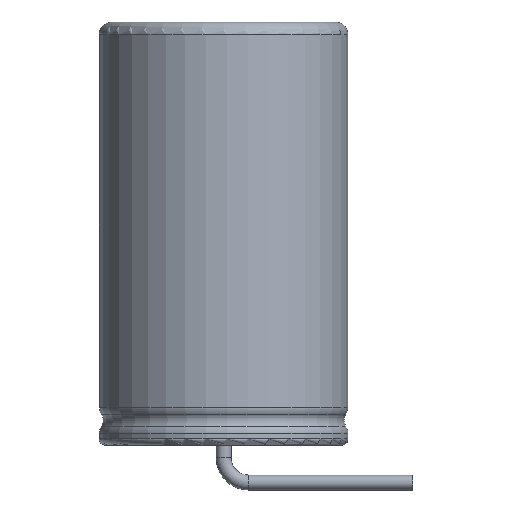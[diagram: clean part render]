
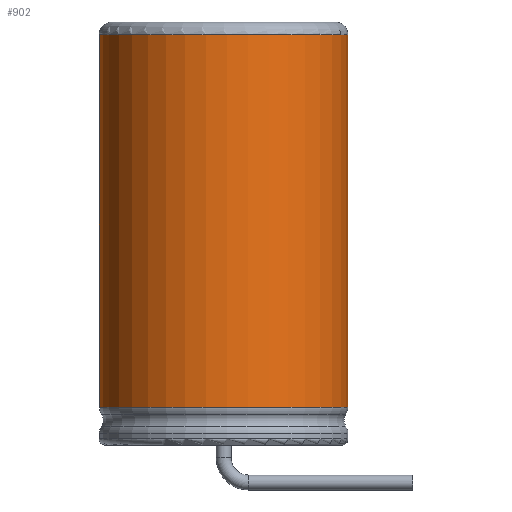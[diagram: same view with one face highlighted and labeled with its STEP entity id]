
A CAD part, front view. The second image highlights one B-rep face of the part: STEP entity #902.
In plain terms, the highlighted cylindrical face has radius 5 mm (diameter 10 mm), a partial arc.
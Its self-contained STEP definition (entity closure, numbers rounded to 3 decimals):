
#139 = VERTEX_POINT('',#140);
#140 = CARTESIAN_POINT('',(5.,0.,
    16.5));
#156 = EDGE_CURVE('',#139,#157,#159,.T.);
#157 = VERTEX_POINT('',#158);
#158 = CARTESIAN_POINT('',(-1.294,4.83,
    16.5));
#159 = CIRCLE('',#160,5.);
#160 = AXIS2_PLACEMENT_3D('',#161,#162,#163);
#161 = CARTESIAN_POINT('',(0.,0.,16.5));
#162 = DIRECTION('',(0.,0.,-1.));
#163 = DIRECTION('',(1.,0.,0.));
#577 = EDGE_CURVE('',#139,#578,#580,.T.);
#578 = VERTEX_POINT('',#579);
#579 = CARTESIAN_POINT('',(5.,0.,1.524));
#580 = LINE('',#581,#582);
#581 = CARTESIAN_POINT('',(5.,0.,16.5));
#582 = VECTOR('',#583,1.);
#583 = DIRECTION('',(0.,0.,-1.));
#878 = VERTEX_POINT('',#879);
#879 = CARTESIAN_POINT('',(-1.294,4.83,1.524)
  );
#892 = EDGE_CURVE('',#157,#878,#893,.T.);
#893 = LINE('',#894,#895);
#894 = CARTESIAN_POINT('',(-1.294,4.83,
    16.5));
#895 = VECTOR('',#896,1.);
#896 = DIRECTION('',(0.,0.,-1.));
#902 = ADVANCED_FACE('',(#903),#915,.T.);
#903 = FACE_BOUND('',#904,.T.);
#904 = EDGE_LOOP('',(#905,#906,#907,#914));
#905 = ORIENTED_EDGE('',*,*,#156,.T.);
#906 = ORIENTED_EDGE('',*,*,#892,.T.);
#907 = ORIENTED_EDGE('',*,*,#908,.F.);
#908 = EDGE_CURVE('',#578,#878,#909,.T.);
#909 = CIRCLE('',#910,5.);
#910 = AXIS2_PLACEMENT_3D('',#911,#912,#913);
#911 = CARTESIAN_POINT('',(0.,0.,1.524));
#912 = DIRECTION('',(0.,0.,-1.));
#913 = DIRECTION('',(1.,0.,0.));
#914 = ORIENTED_EDGE('',*,*,#577,.F.);
#915 = CYLINDRICAL_SURFACE('',#916,5.);
#916 = AXIS2_PLACEMENT_3D('',#917,#918,#919);
#917 = CARTESIAN_POINT('',(0.,0.,16.5));
#918 = DIRECTION('',(0.,0.,-1.));
#919 = DIRECTION('',(1.,0.,0.));
